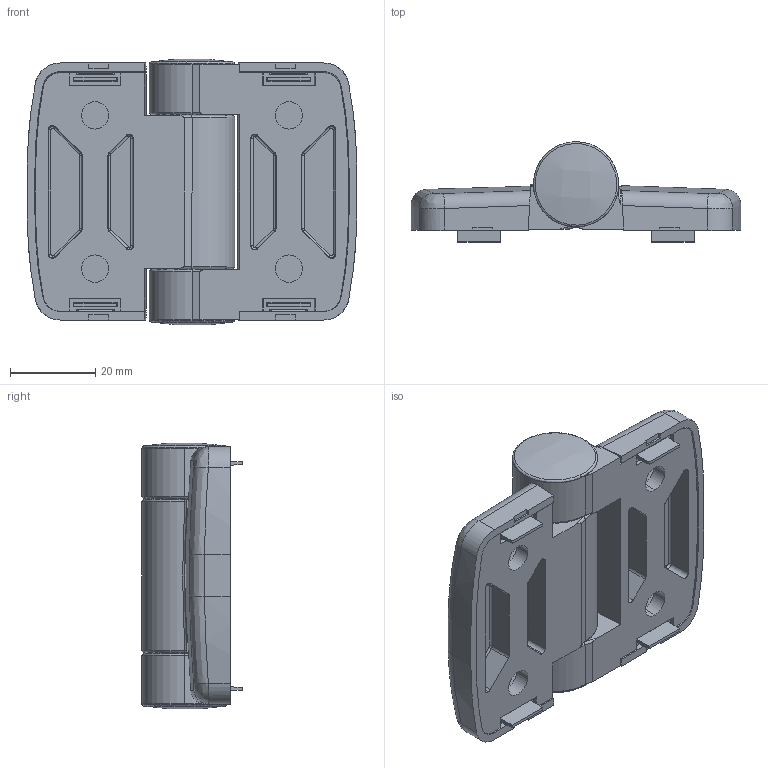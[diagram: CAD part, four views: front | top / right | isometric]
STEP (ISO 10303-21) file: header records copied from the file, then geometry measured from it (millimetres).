
FILE_DESCRIPTION (( 'STEP AP214' ), '1' );
FILE_NAME ('095s4040a10.STEP', '2014-10-01T09:31:12', ( 'Not-Admin' ), ( 'Hewlett-Packard Company' ), 'SwSTEP 2.0', 'SolidWorks 2014', '' );
FILE_SCHEMA (( 'AUTOMOTIVE_DESIGN' ));
Length unit declared in the file: millimetre
Products named in the file (1): 095s4040a10
Bounding box: 77.42 x 23.5 x 62.47 mm (x, y, z)
Volume: 40234.9 mm3; surface area: 31982.6 mm2
Topology: 6 solids, 6 shells, 616 faces, 1531 edges, 941 vertices
Faces by surface type: plane 227, cylinder 200, bspline 153, cone 36
Entity records: 28421 total; most frequent: CARTESIAN_POINT 7709, ORIENTED_EDGE 3050, DIRECTION 2717, EDGE_CURVE 1525, AXIS2_PLACEMENT_3D 948, VERTEX_POINT 941, LINE 821, VECTOR 821
